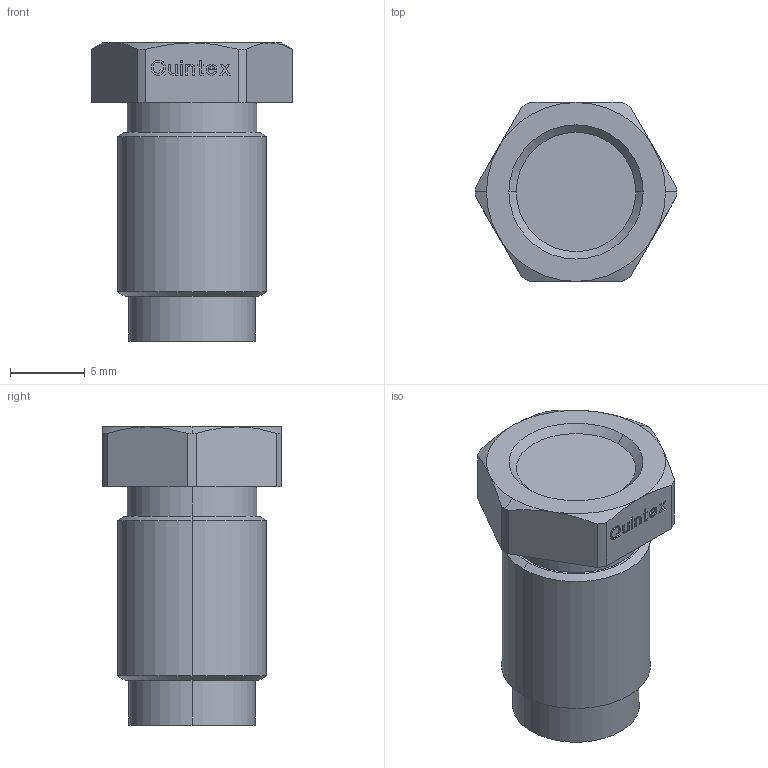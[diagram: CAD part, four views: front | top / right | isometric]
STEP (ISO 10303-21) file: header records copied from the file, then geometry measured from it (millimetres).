
FILE_DESCRIPTION(('Creo Elements/Direct Modeling STEP Export'),'2;1');
FILE_NAME('1002_Gewindehülse_M10.stp','2017-07-20T 9:21:42',(''),(''),'Creo Elements/Direct Modeling STEP processor for AP214 (Solid Model)','Creo Elements/Direct Modeling 18.1E 22-Nov-2013 (C) Parametric Technology GmbH','');
FILE_SCHEMA(('AUTOMOTIVE_DESIGN { 1 0 10303 214 1 1 1 1 }'));
Length unit declared in the file: millimetre
Products named in the file (1): T1
Bounding box: 13.5 x 12 x 20 mm (x, y, z)
Volume: 1599.8 mm3; surface area: 947.6 mm2
Topology: 1 solids, 1 shells, 471 faces, 1322 edges, 878 vertices
Faces by surface type: plane 443, cone 16, cylinder 12
Entity records: 14836 total; most frequent: CARTESIAN_POINT 2776, ORIENTED_EDGE 2644, DIRECTION 2220, EDGE_CURVE 1322, VECTOR 1264, LINE 1264, VERTEX_POINT 878, EDGE_LOOP 496
